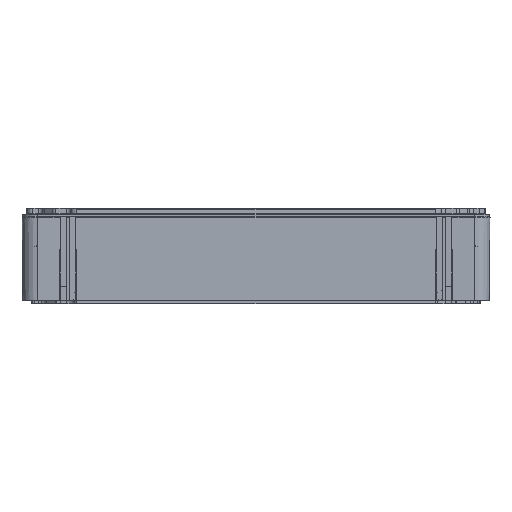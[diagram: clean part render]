
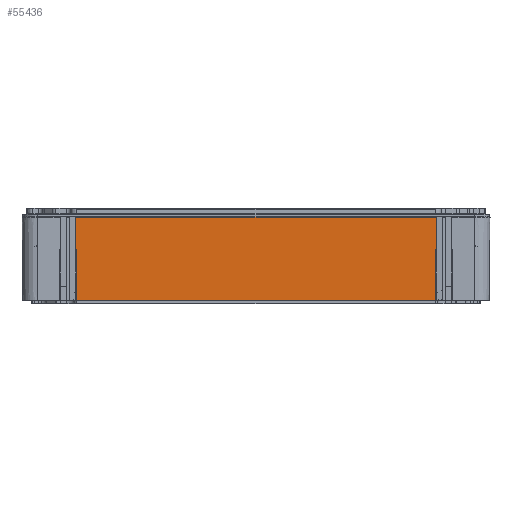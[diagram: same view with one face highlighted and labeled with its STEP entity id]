
A CAD part, front view. The second image highlights one B-rep face of the part: STEP entity #55436.
In plain terms, the highlighted planar face has unit normal (0, -1, -0.009).
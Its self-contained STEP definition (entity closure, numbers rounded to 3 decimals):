
#25620=DIRECTION('',(-1.,0.,0.));
#25621=VECTOR('',#25620,230.4);
#25622=CARTESIAN_POINT('',(115.2,-149.519,-59.1));
#25623=LINE('',#25622,#25621);
#25627=DIRECTION('',(1.,0.,0.));
#25628=VECTOR('',#25627,230.959);
#25629=CARTESIAN_POINT('',(-115.479,-149.985,
-5.768));
#25630=LINE('',#25629,#25628);
#26422=CARTESIAN_POINT('',(115.479,-149.985,
-5.768));
#26452=CARTESIAN_POINT('',(115.2,-149.519,-59.1));
#26457=DIRECTION('',(-0.005,0.009,-1.));
#26458=VECTOR('',#26457,53.335);
#26459=CARTESIAN_POINT('',(115.479,-149.985,
-5.768));
#26460=LINE('',#26459,#26458);
#26464=CARTESIAN_POINT('',(-115.2,-149.519,-59.1));
#26494=CARTESIAN_POINT('',(-115.479,-149.985,
-5.768));
#26499=DIRECTION('',(-0.005,-0.009,1.));
#26500=VECTOR('',#26499,53.335);
#26501=CARTESIAN_POINT('',(-115.2,-149.519,-59.1));
#26502=LINE('',#26501,#26500);
#34352=VERTEX_POINT('',#26464);
#34354=VERTEX_POINT('',#26494);
#34355=VERTEX_POINT('',#26422);
#34358=VERTEX_POINT('',#26452);
#55422=CARTESIAN_POINT('',(-40.,-149.985,-5.768));
#55423=DIRECTION('',(0.,-1.,-0.009));
#55424=DIRECTION('',(0.,0.009,-1.));
#55425=AXIS2_PLACEMENT_3D('',#55422,#55423,#55424);
#55426=PLANE('',#55425);
#55427=ORIENTED_EDGE('',*,*,#35245,.T.);
#55429=ORIENTED_EDGE('',*,*,#55428,.T.);
#55431=ORIENTED_EDGE('',*,*,#55430,.T.);
#55433=ORIENTED_EDGE('',*,*,#55432,.T.);
#55434=EDGE_LOOP('',(#55427,#55429,#55431,#55433));
#55435=FACE_OUTER_BOUND('',#55434,.F.);
#35245=EDGE_CURVE('',#34358,#34352,#25623,.T.);
#55428=EDGE_CURVE('',#34352,#34354,#26502,.T.);
#55430=EDGE_CURVE('',#34354,#34355,#25630,.T.);
#55432=EDGE_CURVE('',#34355,#34358,#26460,.T.);
#55436=ADVANCED_FACE('',(#55435),#55426,.T.);
